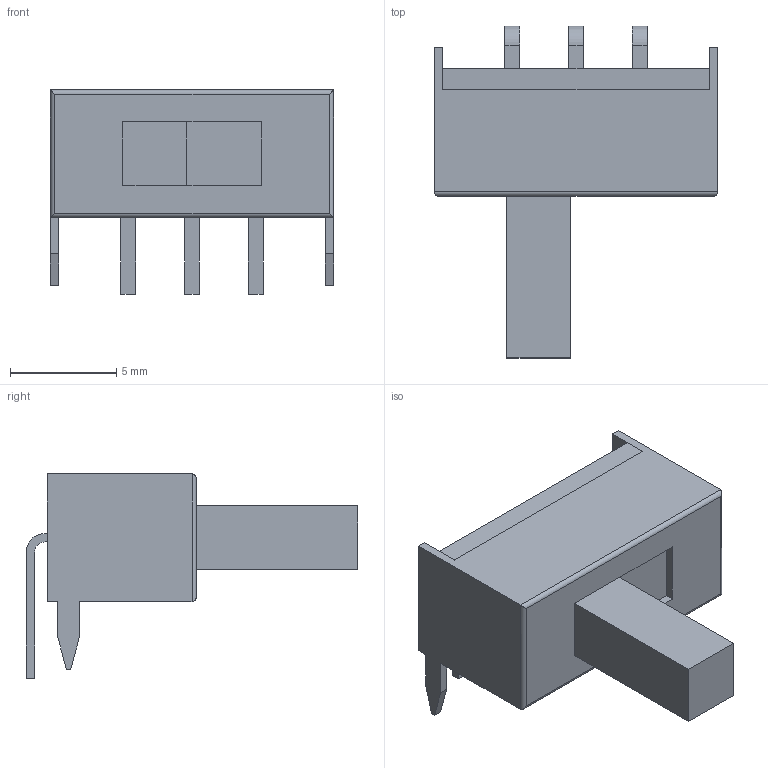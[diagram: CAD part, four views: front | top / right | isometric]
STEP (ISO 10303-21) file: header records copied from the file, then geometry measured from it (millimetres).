
FILE_DESCRIPTION (( 'STEP AP214' ), '1' );
FILE_NAME ('Switch SS12S23.STEP', '2023-07-14T20:42:40', ( '' ), ( '' ), 'SwSTEP 2.0', 'SolidWorks 2022', '' );
FILE_SCHEMA (( 'AUTOMOTIVE_DESIGN' ));
Length unit declared in the file: millimetre
Products named in the file (1): Switch SS12S23
Bounding box: 13.3 x 15.6 x 9.6 mm (x, y, z)
Volume: 556.4 mm3; surface area: 779.2 mm2
Topology: 6 solids, 6 shells, 73 faces, 176 edges, 116 vertices
Faces by surface type: plane 63, cylinder 10
Entity records: 2180 total; most frequent: CARTESIAN_POINT 378, ORIENTED_EDGE 352, DIRECTION 332, EDGE_CURVE 176, VECTOR 160, LINE 160, VERTEX_POINT 116, AXIS2_PLACEMENT_3D 86
